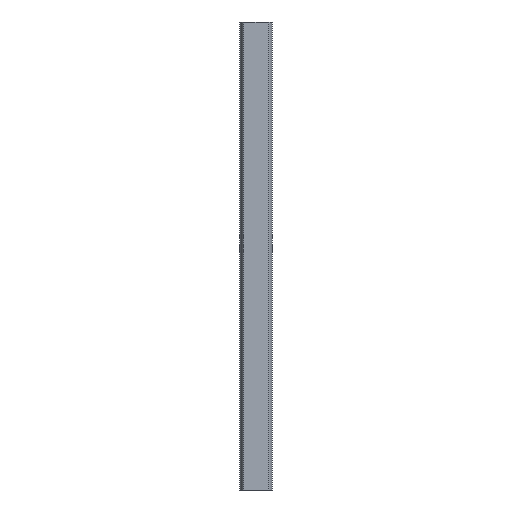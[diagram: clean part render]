
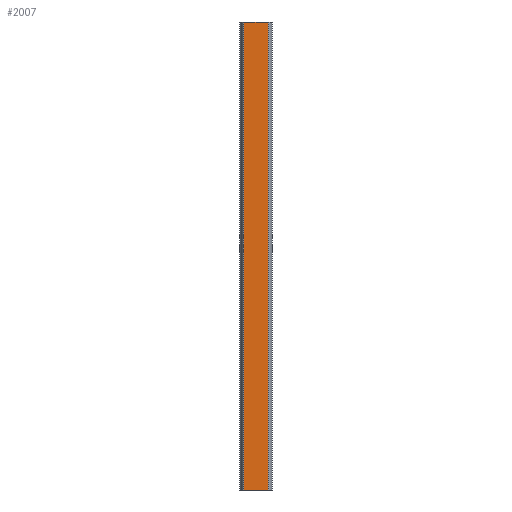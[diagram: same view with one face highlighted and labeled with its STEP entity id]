
A CAD part, left-side view. The second image highlights one B-rep face of the part: STEP entity #2007.
In plain terms, the highlighted planar face has unit normal (-1, 0, 0).
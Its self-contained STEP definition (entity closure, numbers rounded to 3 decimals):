
#2 = CARTESIAN_POINT ( 'NONE',  ( -22.5, -26.81, 1000. ) ) ;
#35 = CARTESIAN_POINT ( 'NONE',  ( -22.5, 26.101, 1000. ) ) ;
#107 = ORIENTED_EDGE ( 'NONE', *, *, #833, .T. ) ;
#115 = EDGE_CURVE ( 'NONE', #1286, #1703, #1154, .T. ) ;
#158 = AXIS2_PLACEMENT_3D ( 'NONE', #2, #1686, #1083 ) ;
#177 = ORIENTED_EDGE ( 'NONE', *, *, #1388, .F. ) ;
#233 = EDGE_CURVE ( 'NONE', #1013, #1286, #1632, .T. ) ;
#237 = DIRECTION ( 'NONE',  ( 0., 0., -1. ) ) ;
#271 = ORIENTED_EDGE ( 'NONE', *, *, #115, .T. ) ;
#280 = CARTESIAN_POINT ( 'NONE',  ( -22.5, -26.81, 1000. ) ) ;
#342 = CARTESIAN_POINT ( 'NONE',  ( -22.5, -26.101, 0. ) ) ;
#784 = PLANE ( 'NONE',  #158 ) ;
#798 = DIRECTION ( 'NONE',  ( 0., 0., 1. ) ) ;
#799 = VECTOR ( 'NONE', #237, 1000. ) ;
#833 = EDGE_CURVE ( 'NONE', #1703, #893, #1924, .T. ) ;
#847 = CARTESIAN_POINT ( 'NONE',  ( -22.5, -26.101, 1000. ) ) ;
#893 = VERTEX_POINT ( 'NONE', #1705 ) ;
#1013 = VERTEX_POINT ( 'NONE', #35 ) ;
#1083 = DIRECTION ( 'NONE',  ( 0., 0., -1. ) ) ;
#1154 = LINE ( 'NONE', #1618, #1879 ) ;
#1192 = CARTESIAN_POINT ( 'NONE',  ( -22.5, 26.101, 1000. ) ) ;
#1286 = VERTEX_POINT ( 'NONE', #1422 ) ;
#1333 = VECTOR ( 'NONE', #1666, 1000. ) ;
#1388 = EDGE_CURVE ( 'NONE', #1013, #893, #1739, .T. ) ;
#1422 = CARTESIAN_POINT ( 'NONE',  ( -22.5, 26.101, 0. ) ) ;
#1507 = VECTOR ( 'NONE', #798, 1000. ) ;
#1535 = FACE_OUTER_BOUND ( 'NONE', #1830, .T. ) ;
#1618 = CARTESIAN_POINT ( 'NONE',  ( -22.5, -26.81, 0. ) ) ;
#1632 = LINE ( 'NONE', #1192, #799 ) ;
#1666 = DIRECTION ( 'NONE',  ( 0., -1., 0. ) ) ;
#1686 = DIRECTION ( 'NONE',  ( 1., 0., 0. ) ) ;
#1703 = VERTEX_POINT ( 'NONE', #342 ) ;
#1705 = CARTESIAN_POINT ( 'NONE',  ( -22.5, -26.101, 1000. ) ) ;
#1739 = LINE ( 'NONE', #280, #1333 ) ;
#1830 = EDGE_LOOP ( 'NONE', ( #271, #107, #177, #1883 ) ) ;
#1879 = VECTOR ( 'NONE', #1938, 1000. ) ;
#1883 = ORIENTED_EDGE ( 'NONE', *, *, #233, .T. ) ;
#1924 = LINE ( 'NONE', #847, #1507 ) ;
#1938 = DIRECTION ( 'NONE',  ( 0., -1., 0. ) ) ;
#2007 = ADVANCED_FACE ( 'NONE', ( #1535 ), #784, .F. ) ;
